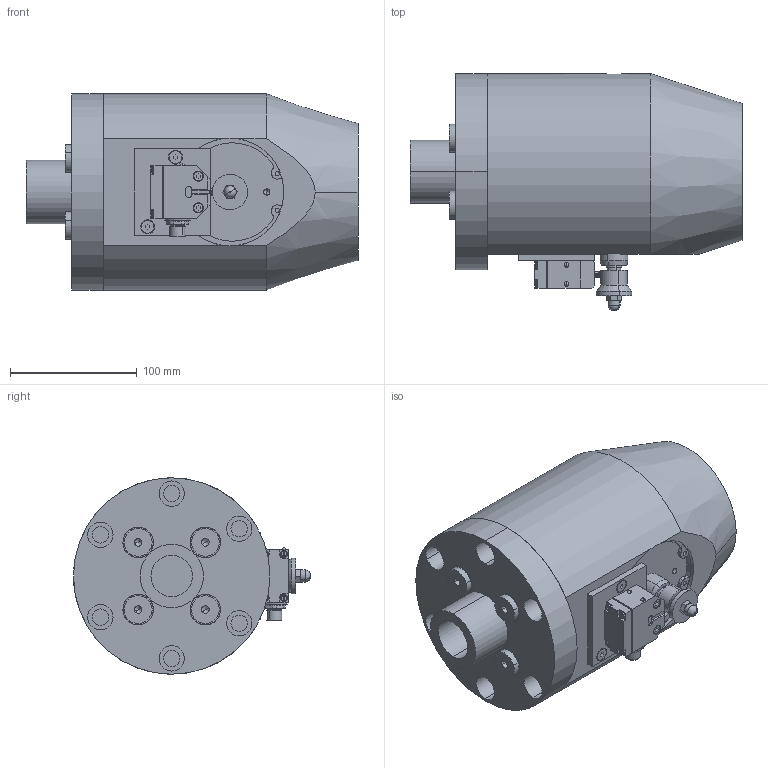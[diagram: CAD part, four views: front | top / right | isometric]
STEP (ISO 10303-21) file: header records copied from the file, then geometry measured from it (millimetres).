
FILE_DESCRIPTION(('STEP AP214'),'1');
FILE_NAME('38401301_OHZ-K_200S.stp','2018-12-13T08:40:07',(' '),(' '),'Spatial InterOp 3D',' ',' ');
FILE_SCHEMA(('automotive_design'));
Length unit declared in the file: millimetre
Products named in the file (24): 1; 2; 3; 4; jk_65_unstressed; BALLUFF BNS 819-100-R-11 |_BALLUFF BNS 819-100-R-11 -1;_BALLUFF BNS 819-100-R-11 -1; BALLUFF BNS 819-100-R-11 |_BALLUFF PLUNGER D6 R;_BALLUFF PLUNGER D6 R; BALLUFF BNS 819-100-R-11 |_BALLUFF STECKER 100;_BALLUFF STECKER 100; 5; 6; 7; 8; 9; 10; 11; 12; 13; 14; 15; 16; 17; 18; 19; 20
Bounding box: 262 x 186.97 x 155 mm (x, y, z)
Volume: 3786440.3 mm3; surface area: 359008.8 mm2
Topology: 24 solids, 24 shells, 940 faces, 2295 edges, 1476 vertices
Faces by surface type: cylinder 411, plane 347, cone 110, torus 68, sphere 4
Entity records: 36169 total; most frequent: DIRECTION 5280, CARTESIAN_POINT 5071, ORIENTED_EDGE 4510, EDGE_CURVE 2255, AXIS2_PLACEMENT_3D 2115, VERTEX_POINT 1476, CIRCLE 1145, EDGE_LOOP 1105
